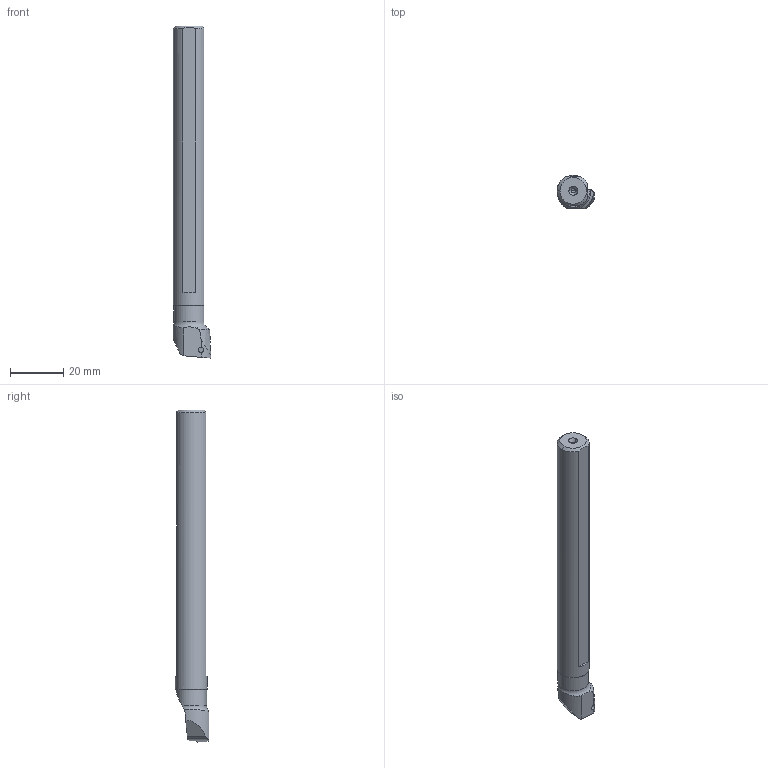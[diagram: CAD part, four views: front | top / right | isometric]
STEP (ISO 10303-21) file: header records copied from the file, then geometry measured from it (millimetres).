
FILE_DESCRIPTION(/* description */ (''),/* implementation_level */ '2;1');
FILE_NAME(/* name */ 'S12KSCLCL06.stp',/* time_stamp */ '2021-11-11T11:49:21+09:00',/* author */ (''),/* organization */ (''),/* preprocessor_version */ 'ST-DEVELOPER v16',/* originating_system */ 'SIEMENS PLM Software NX 10.0',/* authorisation */ '');
FILE_SCHEMA (('AUTOMOTIVE_DESIGN { 1 0 10303 214 3 1 1 1 }'));
Length unit declared in the file: millimetre
Products named in the file (1): S12KSCLCL06_ASM
Bounding box: 14.24 x 12.5 x 124.6 mm (x, y, z)
Volume: 12940.7 mm3; surface area: 4892.8 mm2
Topology: 2 solids, 2 shells, 74 faces, 220 edges, 150 vertices
Faces by surface type: cylinder 27, plane 25, cone 17, torus 3, sphere 2
Entity records: 3046 total; most frequent: CARTESIAN_POINT 984, ORIENTED_EDGE 432, DIRECTION 405, EDGE_CURVE 216, AXIS2_PLACEMENT_3D 160, VERTEX_POINT 147, LINE 85, VECTOR 85
